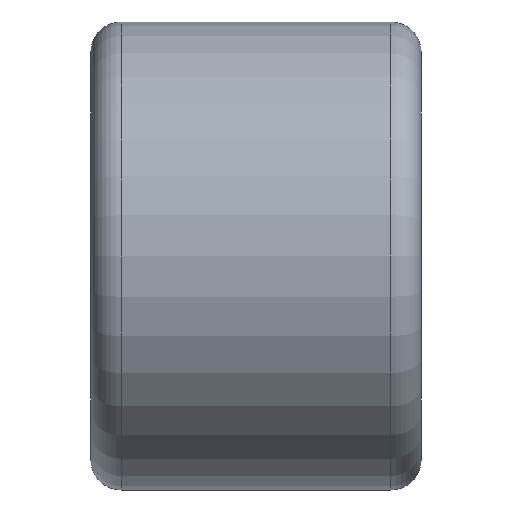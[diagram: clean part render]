
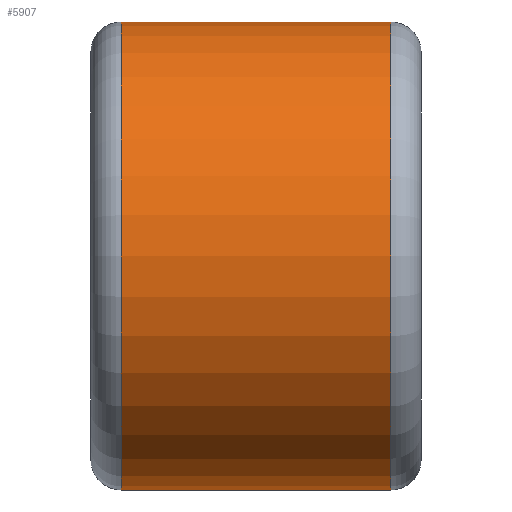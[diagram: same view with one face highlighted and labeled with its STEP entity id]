
A CAD part, front view. The second image highlights one B-rep face of the part: STEP entity #5907.
In plain terms, the highlighted cylindrical face has radius 42.5 mm (diameter 85 mm), a partial arc.
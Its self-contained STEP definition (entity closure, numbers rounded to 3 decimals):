
#390 = ORIENTED_EDGE ( 'NONE', *, *, #6170, .T. ) ;
#457 = CARTESIAN_POINT ( 'NONE',  ( 24.5, 0., 291.987 ) ) ;
#628 = VERTEX_POINT ( 'NONE', #5232 ) ;
#675 = AXIS2_PLACEMENT_3D ( 'NONE', #1333, #5298, #2843 ) ;
#865 = VERTEX_POINT ( 'NONE', #5962 ) ;
#1073 = ORIENTED_EDGE ( 'NONE', *, *, #1124, .T. ) ;
#1124 = EDGE_CURVE ( 'NONE', #865, #628, #3830, .T. ) ;
#1293 = LINE ( 'NONE', #5187, #4887 ) ;
#1333 = CARTESIAN_POINT ( 'NONE',  ( -24.5, 0., 291.987 ) ) ;
#1409 = DIRECTION ( 'NONE',  ( 0., 0., 1. ) ) ;
#1439 = DIRECTION ( 'NONE',  ( -1., 0., 0. ) ) ;
#1584 = ORIENTED_EDGE ( 'NONE', *, *, #2378, .T. ) ;
#1859 = AXIS2_PLACEMENT_3D ( 'NONE', #457, #4874, #3004 ) ;
#1938 = DIRECTION ( 'NONE',  ( -1., 0., 0. ) ) ;
#2167 = CARTESIAN_POINT ( 'NONE',  ( -24.5, 0., 249.487 ) ) ;
#2238 = EDGE_LOOP ( 'NONE', ( #3130, #1073, #1584, #390 ) ) ;
#2378 = EDGE_CURVE ( 'NONE', #628, #4109, #1293, .T. ) ;
#2431 = FACE_OUTER_BOUND ( 'NONE', #2238, .T. ) ;
#2434 = LINE ( 'NONE', #4394, #3094 ) ;
#2843 = DIRECTION ( 'NONE',  ( 0., 0., -1. ) ) ;
#2998 = EDGE_CURVE ( 'NONE', #865, #3919, #2434, .T. ) ;
#3004 = DIRECTION ( 'NONE',  ( 0., 0., 1. ) ) ;
#3094 = VECTOR ( 'NONE', #1938, 1000. ) ;
#3130 = ORIENTED_EDGE ( 'NONE', *, *, #2998, .F. ) ;
#3473 = CIRCLE ( 'NONE', #675, 42.5 ) ;
#3830 = CIRCLE ( 'NONE', #1859, 42.5 ) ;
#3888 = CARTESIAN_POINT ( 'NONE',  ( -57.637, 0., 291.987 ) ) ;
#3919 = VERTEX_POINT ( 'NONE', #2167 ) ;
#4079 = AXIS2_PLACEMENT_3D ( 'NONE', #3888, #1439, #1409 ) ;
#4109 = VERTEX_POINT ( 'NONE', #4123 ) ;
#4123 = CARTESIAN_POINT ( 'NONE',  ( -24.5, 0., 334.487 ) ) ;
#4394 = CARTESIAN_POINT ( 'NONE',  ( -57.637, 0., 249.487 ) ) ;
#4874 = DIRECTION ( 'NONE',  ( -1., 0., 0. ) ) ;
#4887 = VECTOR ( 'NONE', #5714, 1000. ) ;
#5187 = CARTESIAN_POINT ( 'NONE',  ( -57.637, 0., 334.487 ) ) ;
#5232 = CARTESIAN_POINT ( 'NONE',  ( 24.5, 0., 334.487 ) ) ;
#5298 = DIRECTION ( 'NONE',  ( 1., 0., 0. ) ) ;
#5714 = DIRECTION ( 'NONE',  ( -1., 0., 0. ) ) ;
#5760 = CYLINDRICAL_SURFACE ( 'NONE', #4079, 42.5 ) ;
#5907 = ADVANCED_FACE ( 'NONE', ( #2431 ), #5760, .T. ) ;
#5962 = CARTESIAN_POINT ( 'NONE',  ( 24.5, 0., 249.487 ) ) ;
#6170 = EDGE_CURVE ( 'NONE', #4109, #3919, #3473, .T. ) ;
